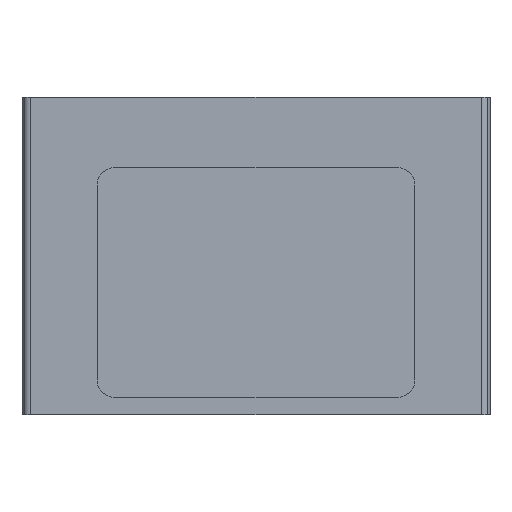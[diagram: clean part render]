
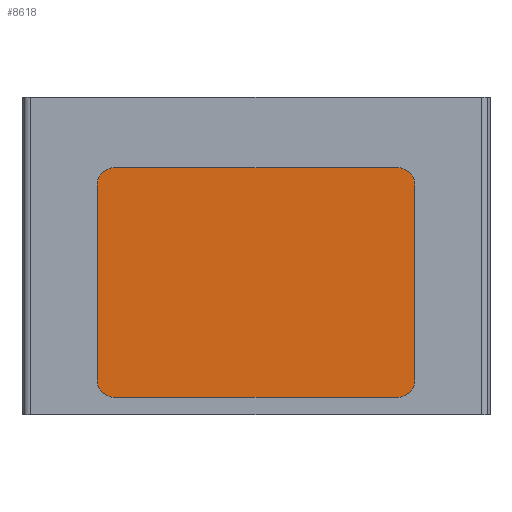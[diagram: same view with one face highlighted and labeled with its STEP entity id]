
A CAD part, front view. The second image highlights one B-rep face of the part: STEP entity #8618.
In plain terms, the highlighted planar face has unit normal (0, -1, 0).
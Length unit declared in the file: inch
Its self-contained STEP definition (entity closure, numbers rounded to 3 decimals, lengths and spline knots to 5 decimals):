
#2762=CARTESIAN_POINT('',(2.17678,-2.9375,3.42678));
#2763=VERTEX_POINT('',#2762);
#2779=CARTESIAN_POINT('',(2.,-2.9375,3.5));
#2780=VERTEX_POINT('',#2779);
#2787=CARTESIAN_POINT('',(2.,-2.9375,3.25));
#2788=DIRECTION('',(0.0,-1.0,0.0));
#2789=DIRECTION('',(0.707,0.0,0.707));
#2790=AXIS2_PLACEMENT_3D('',#2787,#2788,#2789);
#2791=CIRCLE('',#2790,0.25);
#2792=EDGE_CURVE('',#2763,#2780,#2791,.T.);
#2804=CARTESIAN_POINT('',(-2.17678,-2.9375,3.42678));
#2805=VERTEX_POINT('',#2804);
#2821=CARTESIAN_POINT('',(-2.25,-2.9375,3.25));
#2822=VERTEX_POINT('',#2821);
#2829=CARTESIAN_POINT('',(-2.,-2.9375,3.25));
#2830=DIRECTION('',(0.0,-1.0,0.0));
#2831=DIRECTION('',(-0.707,0.0,0.707));
#2832=AXIS2_PLACEMENT_3D('',#2829,#2830,#2831);
#2833=CIRCLE('',#2832,0.25);
#2834=EDGE_CURVE('',#2805,#2822,#2833,.T.);
#2846=CARTESIAN_POINT('',(-2.17678,-2.9375,0.32322));
#2847=VERTEX_POINT('',#2846);
#2863=CARTESIAN_POINT('',(-2.,-2.9375,0.25));
#2864=VERTEX_POINT('',#2863);
#2871=CARTESIAN_POINT('',(-2.,-2.9375,0.5));
#2872=DIRECTION('',(0.0,-1.0,0.0));
#2873=DIRECTION('',(-0.707,0.0,-0.707));
#2874=AXIS2_PLACEMENT_3D('',#2871,#2872,#2873);
#2875=CIRCLE('',#2874,0.25);
#2876=EDGE_CURVE('',#2847,#2864,#2875,.T.);
#2888=CARTESIAN_POINT('',(2.17678,-2.9375,0.32322));
#2889=VERTEX_POINT('',#2888);
#2905=CARTESIAN_POINT('',(2.25,-2.9375,0.5));
#2906=VERTEX_POINT('',#2905);
#2913=CARTESIAN_POINT('',(2.,-2.9375,0.5));
#2914=DIRECTION('',(0.0,-1.,0.0));
#2915=DIRECTION('',(0.707,0.0,-0.707));
#2916=AXIS2_PLACEMENT_3D('',#2913,#2914,#2915);
#2917=CIRCLE('',#2916,0.25);
#2918=EDGE_CURVE('',#2889,#2906,#2917,.T.);
#6335=CARTESIAN_POINT('',(2.,-2.9375,0.25));
#6336=VERTEX_POINT('',#6335);
#6337=CARTESIAN_POINT('',(2.,-2.9375,0.5));
#6338=DIRECTION('',(0.0,-1.,0.0));
#6339=DIRECTION('',(0.707,0.0,-0.707));
#6340=AXIS2_PLACEMENT_3D('',#6337,#6338,#6339);
#6341=CIRCLE('',#6340,0.25);
#6342=EDGE_CURVE('',#6336,#2889,#6341,.T.);
#6376=CARTESIAN_POINT('',(2.25,-2.9375,3.25));
#6377=VERTEX_POINT('',#6376);
#6384=CARTESIAN_POINT('',(2.25,-2.9375,0.5));
#6385=DIRECTION('',(0.0,0.0,1.0));
#6386=VECTOR('',#6385,2.75);
#6387=LINE('',#6384,#6386);
#6388=EDGE_CURVE('',#2906,#6377,#6387,.T.);
#6399=CARTESIAN_POINT('',(-2.25,-2.9375,0.5));
#6400=VERTEX_POINT('',#6399);
#6401=CARTESIAN_POINT('',(-2.,-2.9375,0.5));
#6402=DIRECTION('',(0.0,-1.0,0.0));
#6403=DIRECTION('',(-0.707,0.0,-0.707));
#6404=AXIS2_PLACEMENT_3D('',#6401,#6402,#6403);
#6405=CIRCLE('',#6404,0.25);
#6406=EDGE_CURVE('',#6400,#2847,#6405,.T.);
#6432=CARTESIAN_POINT('',(-2.,-2.9375,0.25));
#6433=DIRECTION('',(1.0,0.0,0.0));
#6434=VECTOR('',#6433,4.);
#6435=LINE('',#6432,#6434);
#6436=EDGE_CURVE('',#2864,#6336,#6435,.T.);
#6474=CARTESIAN_POINT('',(-2.,-2.9375,3.5));
#6475=VERTEX_POINT('',#6474);
#6476=CARTESIAN_POINT('',(-2.,-2.9375,3.25));
#6477=DIRECTION('',(0.0,-1.0,0.0));
#6478=DIRECTION('',(-0.707,0.0,0.707));
#6479=AXIS2_PLACEMENT_3D('',#6476,#6477,#6478);
#6480=CIRCLE('',#6479,0.25);
#6481=EDGE_CURVE('',#6475,#2805,#6480,.T.);
#6507=CARTESIAN_POINT('',(-2.25,-2.9375,3.25));
#6508=DIRECTION('',(0.0,0.0,-1.0));
#6509=VECTOR('',#6508,2.75);
#6510=LINE('',#6507,#6509);
#6511=EDGE_CURVE('',#2822,#6400,#6510,.T.);
#6529=CARTESIAN_POINT('',(2.,-2.9375,3.25));
#6530=DIRECTION('',(0.0,-1.0,0.0));
#6531=DIRECTION('',(0.707,0.0,0.707));
#6532=AXIS2_PLACEMENT_3D('',#6529,#6530,#6531);
#6533=CIRCLE('',#6532,0.25);
#6534=EDGE_CURVE('',#6377,#2763,#6533,.T.);
#6553=CARTESIAN_POINT('',(2.,-2.9375,3.5));
#6554=DIRECTION('',(-1.0,0.0,0.0));
#6555=VECTOR('',#6554,4.);
#6556=LINE('',#6553,#6555);
#6557=EDGE_CURVE('',#2780,#6475,#6556,.T.);
#8599=CARTESIAN_POINT('',(0.,-2.9375,1.875));
#8600=DIRECTION('',(0.0,1.0,0.0));
#8601=DIRECTION('',(0.0,0.0,1.0));
#8602=AXIS2_PLACEMENT_3D('',#8599,#8600,#8601);
#8603=PLANE('',#8602);
#8604=ORIENTED_EDGE('',*,*,#6342,.T.);
#8605=ORIENTED_EDGE('',*,*,#2918,.T.);
#8606=ORIENTED_EDGE('',*,*,#6388,.T.);
#8607=ORIENTED_EDGE('',*,*,#6534,.T.);
#8608=ORIENTED_EDGE('',*,*,#2792,.T.);
#8609=ORIENTED_EDGE('',*,*,#6557,.T.);
#8610=ORIENTED_EDGE('',*,*,#6481,.T.);
#8611=ORIENTED_EDGE('',*,*,#2834,.T.);
#8612=ORIENTED_EDGE('',*,*,#6511,.T.);
#8613=ORIENTED_EDGE('',*,*,#6406,.T.);
#8614=ORIENTED_EDGE('',*,*,#2876,.T.);
#8615=ORIENTED_EDGE('',*,*,#6436,.T.);
#8616=EDGE_LOOP('',(#8604,#8605,#8606,#8607,#8608,#8609,#8610,#8611,#8612,#8613,#8614,#8615));
#8617=FACE_OUTER_BOUND('',#8616,.T.);
#8618=ADVANCED_FACE('',(#8617),#8603,.F.);
